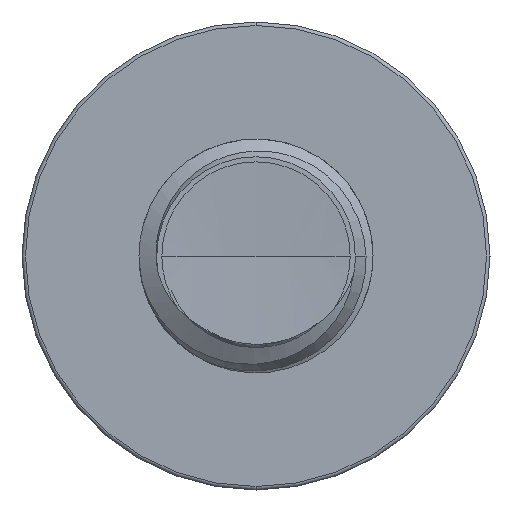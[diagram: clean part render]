
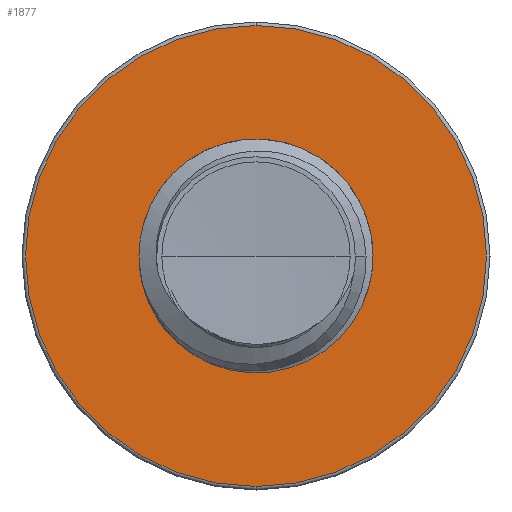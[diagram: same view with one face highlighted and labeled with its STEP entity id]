
A CAD part, front view. The second image highlights one B-rep face of the part: STEP entity #1877.
In plain terms, the highlighted planar face has unit normal (0, -1, 0).
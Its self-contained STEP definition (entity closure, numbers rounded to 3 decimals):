
#743 = EDGE_CURVE ( 'NONE', #880, #10979, #9796, .T. ) ;
#880 = VERTEX_POINT ( 'NONE', #4919 ) ;
#1071 = DIRECTION ( 'NONE',  ( 0., 0., -1. ) ) ;
#1087 = DIRECTION ( 'NONE',  ( 0., -1., 0. ) ) ;
#1122 = CARTESIAN_POINT ( 'NONE',  ( 0., 2.25, 0.969 ) ) ;
#1196 = PLANE ( 'NONE',  #12371 ) ;
#1294 = CARTESIAN_POINT ( 'NONE',  ( 0., 2.25, 1.97 ) ) ;
#1463 = ORIENTED_EDGE ( 'NONE', *, *, #14127, .T. ) ;
#1826 = VERTEX_POINT ( 'NONE', #1294 ) ;
#1877 = ADVANCED_FACE ( 'NONE', ( #11155, #8199 ), #1196, .T. ) ;
#2116 = EDGE_CURVE ( 'NONE', #1826, #7513, #10471, .T. ) ;
#2932 = DIRECTION ( 'NONE',  ( 0., -1., 0. ) ) ;
#3428 = CIRCLE ( 'NONE', #5998, 0.969 ) ;
#3612 = AXIS2_PLACEMENT_3D ( 'NONE', #7844, #10498, #6199 ) ;
#4075 = EDGE_LOOP ( 'NONE', ( #6665, #4341 ) ) ;
#4341 = ORIENTED_EDGE ( 'NONE', *, *, #743, .F. ) ;
#4364 = CIRCLE ( 'NONE', #8810, 1.97 ) ;
#4413 = CARTESIAN_POINT ( 'NONE',  ( 0., 2.25, 0. ) ) ;
#4919 = CARTESIAN_POINT ( 'NONE',  ( 0., 2.25, 0.969 ) ) ;
#5464 = DIRECTION ( 'NONE',  ( 0., 0., -1. ) ) ;
#5468 = DIRECTION ( 'NONE',  ( 0., -1., 0. ) ) ;
#5476 = CARTESIAN_POINT ( 'NONE',  ( 0., 2.25, 0. ) ) ;
#5632 = DIRECTION ( 'NONE',  ( 0., 0., -1. ) ) ;
#5998 = AXIS2_PLACEMENT_3D ( 'NONE', #4413, #12388, #5632 ) ;
#6199 = DIRECTION ( 'NONE',  ( 0., 0., -1. ) ) ;
#6665 = ORIENTED_EDGE ( 'NONE', *, *, #7836, .F. ) ;
#6920 = CARTESIAN_POINT ( 'NONE',  ( 0., 2.25, -1.97 ) ) ;
#7513 = VERTEX_POINT ( 'NONE', #6920 ) ;
#7836 = EDGE_CURVE ( 'NONE', #10979, #880, #3428, .T. ) ;
#7844 = CARTESIAN_POINT ( 'NONE',  ( 0., 2.25, 0. ) ) ;
#8199 = FACE_BOUND ( 'NONE', #4075, .T. ) ;
#8810 = AXIS2_PLACEMENT_3D ( 'NONE', #10024, #2932, #11126 ) ;
#9796 = CIRCLE ( 'NONE', #10868, 0.969 ) ;
#10024 = CARTESIAN_POINT ( 'NONE',  ( 0., 2.25, 0. ) ) ;
#10471 = CIRCLE ( 'NONE', #3612, 1.97 ) ;
#10498 = DIRECTION ( 'NONE',  ( 0., -1., 0. ) ) ;
#10679 = ORIENTED_EDGE ( 'NONE', *, *, #2116, .T. ) ;
#10868 = AXIS2_PLACEMENT_3D ( 'NONE', #5476, #5468, #5464 ) ;
#10979 = VERTEX_POINT ( 'NONE', #11987 ) ;
#11126 = DIRECTION ( 'NONE',  ( 0., 0., -1. ) ) ;
#11155 = FACE_OUTER_BOUND ( 'NONE', #12802, .T. ) ;
#11987 = CARTESIAN_POINT ( 'NONE',  ( 0., 2.25, -0.969 ) ) ;
#12371 = AXIS2_PLACEMENT_3D ( 'NONE', #1122, #1087, #1071 ) ;
#12388 = DIRECTION ( 'NONE',  ( 0., -1., 0. ) ) ;
#12802 = EDGE_LOOP ( 'NONE', ( #1463, #10679 ) ) ;
#14127 = EDGE_CURVE ( 'NONE', #7513, #1826, #4364, .T. ) ;
